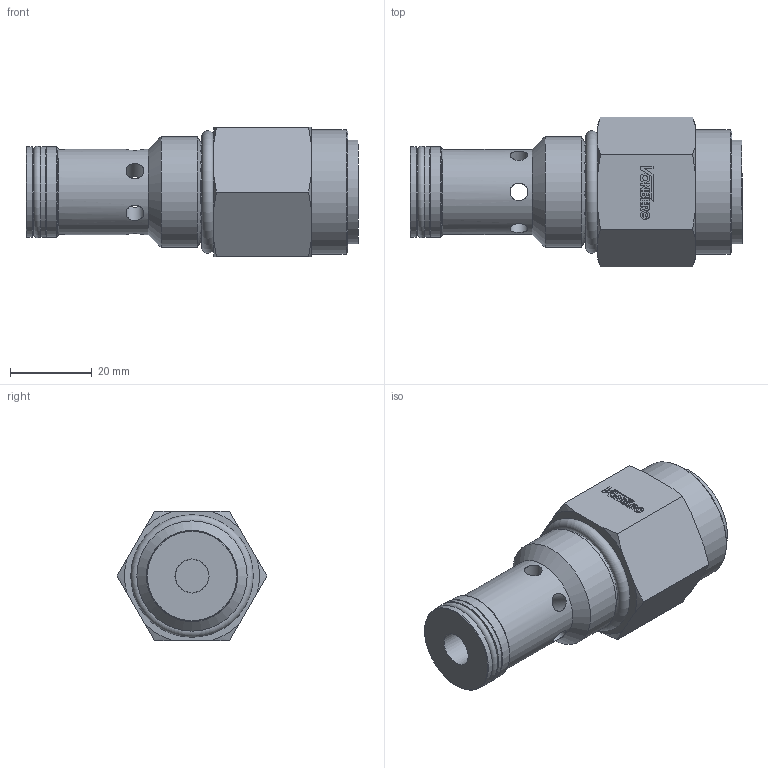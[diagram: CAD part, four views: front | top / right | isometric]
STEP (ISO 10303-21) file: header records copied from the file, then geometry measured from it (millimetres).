
FILE_DESCRIPTION((''),'2;1');
FILE_NAME('2412.stp','2015-01-26T13:58:18',('jml'),(''),'Autodesk Inventor 2010','Autodesk Inventor 2010','');
FILE_SCHEMA(('AUTOMOTIVE_DESIGN { 1 0 10303 214 1 1 1 1 }'));
Length unit declared in the file: inch
Products named in the file (6): 2412 (LevelofDetail1); 220805; 018 O-RING; 018 BACKUP; 912 O-RING; 990178
Assembly tree (5 placements, depth 2):
  2412 (LevelofDetail1)
    220805
    018 O-RING
    018 BACKUP
    912 O-RING
    990178
Bounding box: 81.28 x 36.66 x 31.75 mm (x, y, z)
Volume: 39431.1 mm3; surface area: 16085 mm2
Topology: 5 solids, 5 shells, 165 faces, 418 edges, 273 vertices
Faces by surface type: plane 101, cylinder 34, cone 22, bspline 4, torus 4
Full cylindrical faces by diameter (mm): 1.218 x1, 4.369 x6, 19.558 x1, 19.685 x3, 20.828 x1, 22.098 x2, 22.225 x2, 24.003 x1, 25.4 x1, 26.988 x1, 30.48 x1
Entity records: 5404 total; most frequent: CARTESIAN_POINT 1329, DIRECTION 765, ORIENTED_EDGE 744, EDGE_CURVE 372, AXIS2_PLACEMENT_3D 263, VERTEX_POINT 263, VECTOR 239, LINE 239
